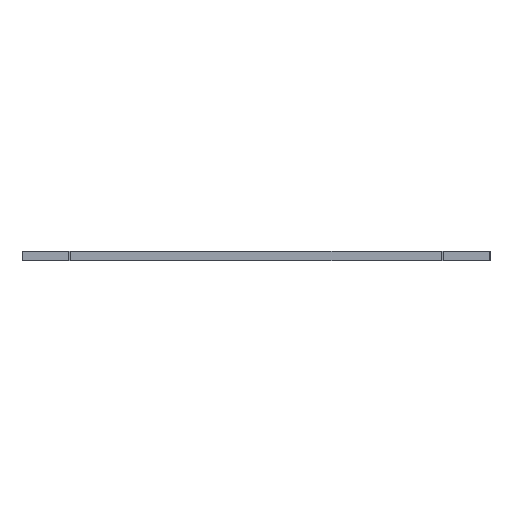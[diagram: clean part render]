
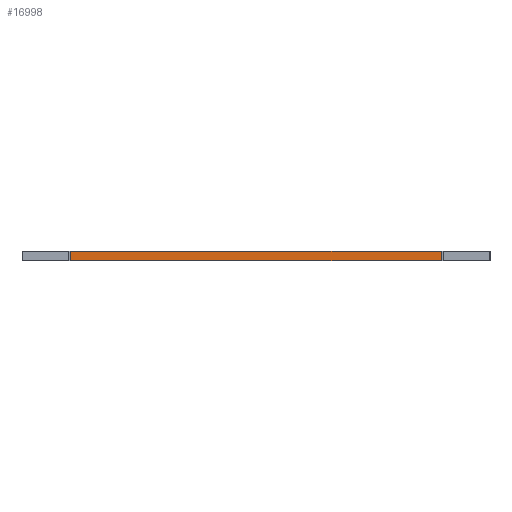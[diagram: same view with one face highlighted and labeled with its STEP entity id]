
A CAD part, front view. The second image highlights one B-rep face of the part: STEP entity #16998.
In plain terms, the highlighted planar face has unit normal (0, -1, 0).
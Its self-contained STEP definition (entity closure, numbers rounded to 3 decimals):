
#83 = PLANE('',#84);
#84 = AXIS2_PLACEMENT_3D('',#85,#86,#87);
#85 = CARTESIAN_POINT('',(-0.039,50.312,1.6));
#86 = DIRECTION('',(0.,0.,1.));
#87 = DIRECTION('',(1.,0.,-0.));
#137 = PLANE('',#138);
#138 = AXIS2_PLACEMENT_3D('',#139,#140,#141);
#139 = CARTESIAN_POINT('',(-0.039,50.312,0.));
#140 = DIRECTION('',(0.,0.,1.));
#141 = DIRECTION('',(1.,0.,-0.));
#724 = VERTEX_POINT('',#725);
#725 = CARTESIAN_POINT('',(-31.75,-0.08,0.));
#739 = PLANE('',#740);
#740 = AXIS2_PLACEMENT_3D('',#741,#742,#743);
#741 = CARTESIAN_POINT('',(-31.75,9.92,0.));
#742 = DIRECTION('',(1.,0.,-0.));
#743 = DIRECTION('',(0.,-1.,0.));
#751 = EDGE_CURVE('',#724,#752,#754,.T.);
#752 = VERTEX_POINT('',#753);
#753 = CARTESIAN_POINT('',(31.623,-0.08,0.));
#754 = SURFACE_CURVE('',#755,(#759,#766),.PCURVE_S1.);
#755 = LINE('',#756,#757);
#756 = CARTESIAN_POINT('',(-31.75,-0.08,0.));
#757 = VECTOR('',#758,1.);
#758 = DIRECTION('',(1.,0.,0.));
#759 = PCURVE('',#137,#760);
#760 = DEFINITIONAL_REPRESENTATION('',(#761),#765);
#761 = LINE('',#762,#763);
#762 = CARTESIAN_POINT('',(-31.711,-50.392));
#763 = VECTOR('',#764,1.);
#764 = DIRECTION('',(1.,0.));
#765 = ( GEOMETRIC_REPRESENTATION_CONTEXT(2) 
PARAMETRIC_REPRESENTATION_CONTEXT() REPRESENTATION_CONTEXT('2D SPACE',''
  ) );
#766 = PCURVE('',#767,#772);
#767 = PLANE('',#768);
#768 = AXIS2_PLACEMENT_3D('',#769,#770,#771);
#769 = CARTESIAN_POINT('',(-31.75,-0.08,0.));
#770 = DIRECTION('',(0.,1.,0.));
#771 = DIRECTION('',(1.,0.,0.));
#772 = DEFINITIONAL_REPRESENTATION('',(#773),#777);
#773 = LINE('',#774,#775);
#774 = CARTESIAN_POINT('',(0.,0.));
#775 = VECTOR('',#776,1.);
#776 = DIRECTION('',(1.,0.));
#777 = ( GEOMETRIC_REPRESENTATION_CONTEXT(2) 
PARAMETRIC_REPRESENTATION_CONTEXT() REPRESENTATION_CONTEXT('2D SPACE',''
  ) );
#795 = PLANE('',#796);
#796 = AXIS2_PLACEMENT_3D('',#797,#798,#799);
#797 = CARTESIAN_POINT('',(31.623,-0.08,0.));
#798 = DIRECTION('',(-1.,0.,0.));
#799 = DIRECTION('',(0.,1.,0.));
#9298 = VERTEX_POINT('',#9299);
#9299 = CARTESIAN_POINT('',(-31.75,-0.08,1.6));
#9320 = EDGE_CURVE('',#9298,#9321,#9323,.T.);
#9321 = VERTEX_POINT('',#9322);
#9322 = CARTESIAN_POINT('',(31.623,-0.08,1.6));
#9323 = SURFACE_CURVE('',#9324,(#9328,#9335),.PCURVE_S1.);
#9324 = LINE('',#9325,#9326);
#9325 = CARTESIAN_POINT('',(-31.75,-0.08,1.6));
#9326 = VECTOR('',#9327,1.);
#9327 = DIRECTION('',(1.,0.,0.));
#9328 = PCURVE('',#83,#9329);
#9329 = DEFINITIONAL_REPRESENTATION('',(#9330),#9334);
#9330 = LINE('',#9331,#9332);
#9331 = CARTESIAN_POINT('',(-31.711,-50.392));
#9332 = VECTOR('',#9333,1.);
#9333 = DIRECTION('',(1.,0.));
#9334 = ( GEOMETRIC_REPRESENTATION_CONTEXT(2) 
PARAMETRIC_REPRESENTATION_CONTEXT() REPRESENTATION_CONTEXT('2D SPACE',''
  ) );
#9335 = PCURVE('',#767,#9336);
#9336 = DEFINITIONAL_REPRESENTATION('',(#9337),#9341);
#9337 = LINE('',#9338,#9339);
#9338 = CARTESIAN_POINT('',(0.,-1.6));
#9339 = VECTOR('',#9340,1.);
#9340 = DIRECTION('',(1.,0.));
#9341 = ( GEOMETRIC_REPRESENTATION_CONTEXT(2) 
PARAMETRIC_REPRESENTATION_CONTEXT() REPRESENTATION_CONTEXT('2D SPACE',''
  ) );
#16948 = EDGE_CURVE('',#752,#9321,#16949,.T.);
#16949 = SURFACE_CURVE('',#16950,(#16954,#16961),.PCURVE_S1.);
#16950 = LINE('',#16951,#16952);
#16951 = CARTESIAN_POINT('',(31.623,-0.08,0.));
#16952 = VECTOR('',#16953,1.);
#16953 = DIRECTION('',(0.,0.,1.));
#16954 = PCURVE('',#795,#16955);
#16955 = DEFINITIONAL_REPRESENTATION('',(#16956),#16960);
#16956 = LINE('',#16957,#16958);
#16957 = CARTESIAN_POINT('',(0.,0.));
#16958 = VECTOR('',#16959,1.);
#16959 = DIRECTION('',(0.,-1.));
#16960 = ( GEOMETRIC_REPRESENTATION_CONTEXT(2) 
PARAMETRIC_REPRESENTATION_CONTEXT() REPRESENTATION_CONTEXT('2D SPACE',''
  ) );
#16961 = PCURVE('',#767,#16962);
#16962 = DEFINITIONAL_REPRESENTATION('',(#16963),#16967);
#16963 = LINE('',#16964,#16965);
#16964 = CARTESIAN_POINT('',(63.373,0.));
#16965 = VECTOR('',#16966,1.);
#16966 = DIRECTION('',(0.,-1.));
#16967 = ( GEOMETRIC_REPRESENTATION_CONTEXT(2) 
PARAMETRIC_REPRESENTATION_CONTEXT() REPRESENTATION_CONTEXT('2D SPACE',''
  ) );
#16998 = ADVANCED_FACE('',(#16999),#767,.F.);
#16999 = FACE_BOUND('',#17000,.F.);
#17000 = EDGE_LOOP('',(#17001,#17022,#17023,#17024));
#17001 = ORIENTED_EDGE('',*,*,#17002,.T.);
#17002 = EDGE_CURVE('',#724,#9298,#17003,.T.);
#17003 = SURFACE_CURVE('',#17004,(#17008,#17015),.PCURVE_S1.);
#17004 = LINE('',#17005,#17006);
#17005 = CARTESIAN_POINT('',(-31.75,-0.08,0.));
#17006 = VECTOR('',#17007,1.);
#17007 = DIRECTION('',(0.,0.,1.));
#17008 = PCURVE('',#767,#17009);
#17009 = DEFINITIONAL_REPRESENTATION('',(#17010),#17014);
#17010 = LINE('',#17011,#17012);
#17011 = CARTESIAN_POINT('',(0.,0.));
#17012 = VECTOR('',#17013,1.);
#17013 = DIRECTION('',(0.,-1.));
#17014 = ( GEOMETRIC_REPRESENTATION_CONTEXT(2) 
PARAMETRIC_REPRESENTATION_CONTEXT() REPRESENTATION_CONTEXT('2D SPACE',''
  ) );
#17015 = PCURVE('',#739,#17016);
#17016 = DEFINITIONAL_REPRESENTATION('',(#17017),#17021);
#17017 = LINE('',#17018,#17019);
#17018 = CARTESIAN_POINT('',(10.,0.));
#17019 = VECTOR('',#17020,1.);
#17020 = DIRECTION('',(0.,-1.));
#17021 = ( GEOMETRIC_REPRESENTATION_CONTEXT(2) 
PARAMETRIC_REPRESENTATION_CONTEXT() REPRESENTATION_CONTEXT('2D SPACE',''
  ) );
#17022 = ORIENTED_EDGE('',*,*,#9320,.T.);
#17023 = ORIENTED_EDGE('',*,*,#16948,.F.);
#17024 = ORIENTED_EDGE('',*,*,#751,.F.);
